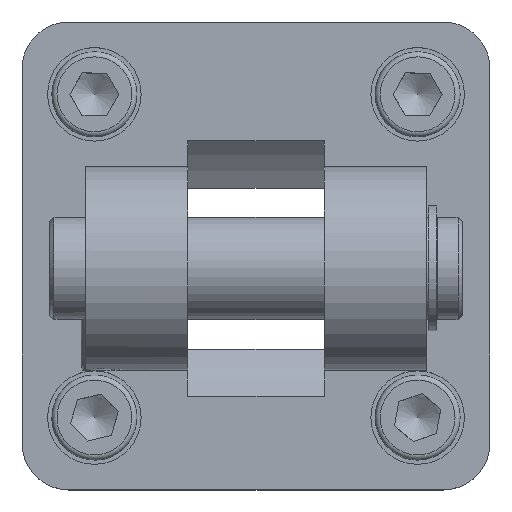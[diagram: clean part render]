
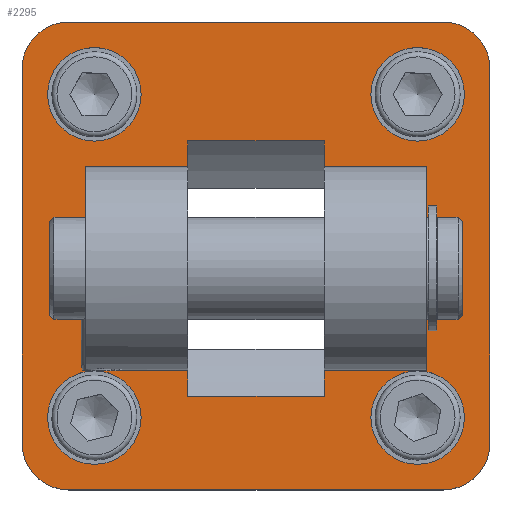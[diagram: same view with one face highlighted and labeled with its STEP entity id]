
A CAD part, top view. The second image highlights one B-rep face of the part: STEP entity #2295.
In plain terms, the highlighted planar face has unit normal (0, 0, 1).
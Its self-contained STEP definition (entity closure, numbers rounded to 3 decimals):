
#64=FACE_BOUND('',#492,.T.);
#65=FACE_BOUND('',#493,.T.);
#66=FACE_BOUND('',#494,.T.);
#143=PLANE('',#2518);
#310=FACE_OUTER_BOUND('',#491,.T.);
#491=EDGE_LOOP('',(#1860,#1861,#1862,#1863,#1864,#1865,#1866,#1867));
#492=EDGE_LOOP('',(#1868,#1869,#1870,#1871,#1872,#1873,#1874,#1875,#1876,
#1877,#1878,#1879,#1880,#1881,#1882,#1883));
#493=EDGE_LOOP('',(#1884));
#494=EDGE_LOOP('',(#1885));
#665=LINE('',#3795,#810);
#666=LINE('',#3801,#811);
#667=LINE('',#3806,#812);
#668=LINE('',#3810,#813);
#669=LINE('',#3814,#814);
#670=LINE('',#3818,#815);
#671=LINE('',#3821,#816);
#672=LINE('',#3823,#817);
#673=LINE('',#3826,#818);
#674=LINE('',#3828,#819);
#675=LINE('',#3830,#820);
#676=LINE('',#3831,#821);
#677=LINE('',#3833,#822);
#678=LINE('',#3835,#823);
#679=LINE('',#3837,#824);
#680=LINE('',#3839,#825);
#681=LINE('',#3842,#826);
#682=LINE('',#3843,#827);
#810=VECTOR('',#3039,16.);
#811=VECTOR('',#3046,16.);
#812=VECTOR('',#3051,44.);
#813=VECTOR('',#3054,44.);
#814=VECTOR('',#3057,44.);
#815=VECTOR('',#3060,44.);
#816=VECTOR('',#3063,3.022);
#817=VECTOR('',#3064,11.);
#818=VECTOR('',#3067,1.);
#819=VECTOR('',#3068,24.);
#820=VECTOR('',#3069,12.);
#821=VECTOR('',#3070,3.022);
#822=VECTOR('',#3071,3.022);
#823=VECTOR('',#3072,12.);
#824=VECTOR('',#3073,24.);
#825=VECTOR('',#3074,1.);
#826=VECTOR('',#3077,11.);
#827=VECTOR('',#3078,3.022);
#931=CIRCLE('',#2519,5.5);
#932=CIRCLE('',#2520,5.5);
#933=CIRCLE('',#2521,5.5);
#934=CIRCLE('',#2522,5.5);
#935=CIRCLE('',#2523,5.5);
#936=CIRCLE('',#2524,5.5);
#937=CIRCLE('',#2525,5.5);
#938=CIRCLE('',#2526,5.5);
#1147=VERTEX_POINT('',#3792);
#1148=VERTEX_POINT('',#3794);
#1149=VERTEX_POINT('',#3798);
#1150=VERTEX_POINT('',#3800);
#1151=VERTEX_POINT('',#3804);
#1152=VERTEX_POINT('',#3805);
#1153=VERTEX_POINT('',#3807);
#1154=VERTEX_POINT('',#3809);
#1155=VERTEX_POINT('',#3811);
#1156=VERTEX_POINT('',#3813);
#1157=VERTEX_POINT('',#3815);
#1158=VERTEX_POINT('',#3817);
#1159=VERTEX_POINT('',#3820);
#1160=VERTEX_POINT('',#3822);
#1161=VERTEX_POINT('',#3825);
#1162=VERTEX_POINT('',#3827);
#1163=VERTEX_POINT('',#3829);
#1164=VERTEX_POINT('',#3832);
#1165=VERTEX_POINT('',#3834);
#1166=VERTEX_POINT('',#3836);
#1167=VERTEX_POINT('',#3838);
#1168=VERTEX_POINT('',#3841);
#1169=VERTEX_POINT('',#3844);
#1170=VERTEX_POINT('',#3846);
#1408=EDGE_CURVE('',#1148,#1147,#665,.T.);
#1411=EDGE_CURVE('',#1150,#1149,#666,.T.);
#1413=EDGE_CURVE('',#1151,#1152,#667,.T.);
#1414=EDGE_CURVE('',#1153,#1151,#931,.T.);
#1415=EDGE_CURVE('',#1154,#1153,#668,.T.);
#1416=EDGE_CURVE('',#1155,#1154,#932,.T.);
#1417=EDGE_CURVE('',#1156,#1155,#669,.T.);
#1418=EDGE_CURVE('',#1157,#1156,#933,.T.);
#1419=EDGE_CURVE('',#1158,#1157,#670,.T.);
#1420=EDGE_CURVE('',#1152,#1158,#934,.T.);
#1421=EDGE_CURVE('',#1147,#1159,#671,.T.);
#1422=EDGE_CURVE('',#1159,#1160,#672,.T.);
#1423=EDGE_CURVE('',#1160,#1160,#935,.T.);
#1424=EDGE_CURVE('',#1160,#1161,#673,.T.);
#1425=EDGE_CURVE('',#1161,#1162,#674,.T.);
#1426=EDGE_CURVE('',#1162,#1163,#675,.T.);
#1427=EDGE_CURVE('',#1163,#1150,#676,.T.);
#1428=EDGE_CURVE('',#1149,#1164,#677,.T.);
#1429=EDGE_CURVE('',#1164,#1165,#678,.T.);
#1430=EDGE_CURVE('',#1165,#1166,#679,.T.);
#1431=EDGE_CURVE('',#1166,#1167,#680,.T.);
#1432=EDGE_CURVE('',#1167,#1167,#936,.T.);
#1433=EDGE_CURVE('',#1167,#1168,#681,.T.);
#1434=EDGE_CURVE('',#1168,#1148,#682,.T.);
#1435=EDGE_CURVE('',#1169,#1169,#937,.T.);
#1436=EDGE_CURVE('',#1170,#1170,#938,.T.);
#1860=ORIENTED_EDGE('',*,*,#1413,.F.);
#1861=ORIENTED_EDGE('',*,*,#1414,.F.);
#1862=ORIENTED_EDGE('',*,*,#1415,.F.);
#1863=ORIENTED_EDGE('',*,*,#1416,.F.);
#1864=ORIENTED_EDGE('',*,*,#1417,.F.);
#1865=ORIENTED_EDGE('',*,*,#1418,.F.);
#1866=ORIENTED_EDGE('',*,*,#1419,.F.);
#1867=ORIENTED_EDGE('',*,*,#1420,.F.);
#1868=ORIENTED_EDGE('',*,*,#1421,.T.);
#1869=ORIENTED_EDGE('',*,*,#1422,.T.);
#1870=ORIENTED_EDGE('',*,*,#1423,.T.);
#1871=ORIENTED_EDGE('',*,*,#1424,.T.);
#1872=ORIENTED_EDGE('',*,*,#1425,.T.);
#1873=ORIENTED_EDGE('',*,*,#1426,.T.);
#1874=ORIENTED_EDGE('',*,*,#1427,.T.);
#1875=ORIENTED_EDGE('',*,*,#1411,.T.);
#1876=ORIENTED_EDGE('',*,*,#1428,.T.);
#1877=ORIENTED_EDGE('',*,*,#1429,.T.);
#1878=ORIENTED_EDGE('',*,*,#1430,.T.);
#1879=ORIENTED_EDGE('',*,*,#1431,.T.);
#1880=ORIENTED_EDGE('',*,*,#1432,.T.);
#1881=ORIENTED_EDGE('',*,*,#1433,.T.);
#1882=ORIENTED_EDGE('',*,*,#1434,.T.);
#1883=ORIENTED_EDGE('',*,*,#1408,.T.);
#1884=ORIENTED_EDGE('',*,*,#1435,.T.);
#1885=ORIENTED_EDGE('',*,*,#1436,.T.);
#2295=ADVANCED_FACE('',(#310,#64,#65,#66),#143,.T.);
#2518=AXIS2_PLACEMENT_3D('',#3803,#3049,#3050);
#2519=AXIS2_PLACEMENT_3D('',#3808,#3052,#3053);
#2520=AXIS2_PLACEMENT_3D('',#3812,#3055,#3056);
#2521=AXIS2_PLACEMENT_3D('',#3816,#3058,#3059);
#2522=AXIS2_PLACEMENT_3D('',#3819,#3061,#3062);
#2523=AXIS2_PLACEMENT_3D('',#3824,#3065,#3066);
#2524=AXIS2_PLACEMENT_3D('',#3840,#3075,#3076);
#2525=AXIS2_PLACEMENT_3D('',#3845,#3079,#3080);
#2526=AXIS2_PLACEMENT_3D('',#3847,#3081,#3082);
#3039=DIRECTION('',(-1.,0.,0.));
#3046=DIRECTION('',(1.,0.,0.));
#3049=DIRECTION('center_axis',(0.,0.,
1.));
#3050=DIRECTION('ref_axis',(0.,1.,0.));
#3051=DIRECTION('',(0.,1.,0.));
#3052=DIRECTION('center_axis',(0.,0.,
-1.));
#3053=DIRECTION('ref_axis',(-1.,0.,0.));
#3054=DIRECTION('',(-1.,0.,0.));
#3055=DIRECTION('center_axis',(0.,0.,
-1.));
#3056=DIRECTION('ref_axis',(0.,-1.,0.));
#3057=DIRECTION('',(0.,-1.,0.));
#3058=DIRECTION('center_axis',(0.,0.,
-1.));
#3059=DIRECTION('ref_axis',(1.,0.,0.));
#3060=DIRECTION('',(1.,0.,0.));
#3061=DIRECTION('center_axis',(0.,0.,
-1.));
#3062=DIRECTION('ref_axis',(0.,1.,0.));
#3063=DIRECTION('',(0.,1.,0.));
#3064=DIRECTION('',(-1.,0.,0.));
#3065=DIRECTION('center_axis',(0.,0.,
-1.));
#3066=DIRECTION('ref_axis',(0.,-1.,0.));
#3067=DIRECTION('',(-1.,0.,0.));
#3068=DIRECTION('',(0.,1.,0.));
#3069=DIRECTION('',(1.,0.,0.));
#3070=DIRECTION('',(0.,1.,0.));
#3071=DIRECTION('',(0.,-1.,0.));
#3072=DIRECTION('',(1.,0.,0.));
#3073=DIRECTION('',(0.,-1.,0.));
#3074=DIRECTION('',(-1.,0.,0.));
#3075=DIRECTION('center_axis',(0.,0.,
-1.));
#3076=DIRECTION('ref_axis',(0.,-1.,0.));
#3077=DIRECTION('',(-1.,0.,0.));
#3078=DIRECTION('',(0.,-1.,0.));
#3079=DIRECTION('center_axis',(0.,0.,
-1.));
#3080=DIRECTION('ref_axis',(0.,-1.,0.));
#3081=DIRECTION('center_axis',(0.,0.,
-1.));
#3082=DIRECTION('ref_axis',(0.,-1.,0.));
#3792=CARTESIAN_POINT('',(-8.,-16.522,10.));
#3794=CARTESIAN_POINT('',(8.,-16.522,10.));
#3795=CARTESIAN_POINT('',(-8.,-16.522,10.));
#3798=CARTESIAN_POINT('',(8.,13.522,10.));
#3800=CARTESIAN_POINT('',(-8.,13.522,10.));
#3801=CARTESIAN_POINT('',(-8.,13.522,10.));
#3803=CARTESIAN_POINT('Origin',(0.,0.,
10.));
#3804=CARTESIAN_POINT('',(-27.5,-22.,10.));
#3805=CARTESIAN_POINT('',(-27.5,22.,10.));
#3806=CARTESIAN_POINT('',(-27.5,22.,10.));
#3807=CARTESIAN_POINT('',(-22.,-27.5,10.));
#3808=CARTESIAN_POINT('Origin',(-22.,-22.,10.));
#3809=CARTESIAN_POINT('',(22.,-27.5,10.));
#3810=CARTESIAN_POINT('',(-22.,-27.5,10.));
#3811=CARTESIAN_POINT('',(27.5,-22.,10.));
#3812=CARTESIAN_POINT('Origin',(22.,-22.,10.));
#3813=CARTESIAN_POINT('',(27.5,22.,10.));
#3814=CARTESIAN_POINT('',(27.5,-22.,10.));
#3815=CARTESIAN_POINT('',(22.,27.5,10.));
#3816=CARTESIAN_POINT('Origin',(22.,22.,10.));
#3817=CARTESIAN_POINT('',(-22.,27.5,10.));
#3818=CARTESIAN_POINT('',(22.,27.5,10.));
#3819=CARTESIAN_POINT('Origin',(-22.,22.,10.));
#3820=CARTESIAN_POINT('',(-8.,-13.5,10.));
#3821=CARTESIAN_POINT('',(-8.,-0.75,10.));
#3822=CARTESIAN_POINT('',(-19.,-13.5,10.));
#3823=CARTESIAN_POINT('',(-10.,-13.5,10.));
#3824=CARTESIAN_POINT('Origin',(-19.,-19.,10.));
#3825=CARTESIAN_POINT('',(-20.,-13.5,10.));
#3826=CARTESIAN_POINT('',(-10.,-13.5,10.));
#3827=CARTESIAN_POINT('',(-20.,10.5,10.));
#3828=CARTESIAN_POINT('',(-20.,-0.75,10.));
#3829=CARTESIAN_POINT('',(-8.,10.5,10.));
#3830=CARTESIAN_POINT('',(-10.,10.5,10.));
#3831=CARTESIAN_POINT('',(-8.,-0.75,10.));
#3832=CARTESIAN_POINT('',(8.,10.5,10.));
#3833=CARTESIAN_POINT('',(8.,-0.75,10.));
#3834=CARTESIAN_POINT('',(20.,10.5,10.));
#3835=CARTESIAN_POINT('',(10.,10.5,10.));
#3836=CARTESIAN_POINT('',(20.,-13.5,10.));
#3837=CARTESIAN_POINT('',(20.,-0.75,10.));
#3838=CARTESIAN_POINT('',(19.,-13.5,10.));
#3839=CARTESIAN_POINT('',(10.,-13.5,10.));
#3840=CARTESIAN_POINT('Origin',(19.,-19.,10.));
#3841=CARTESIAN_POINT('',(8.,-13.5,10.));
#3842=CARTESIAN_POINT('',(10.,-13.5,10.));
#3843=CARTESIAN_POINT('',(8.,-0.75,10.));
#3844=CARTESIAN_POINT('',(-19.,24.5,10.));
#3845=CARTESIAN_POINT('Origin',(-19.,19.,10.));
#3846=CARTESIAN_POINT('',(19.,24.5,10.));
#3847=CARTESIAN_POINT('Origin',(19.,19.,10.));
